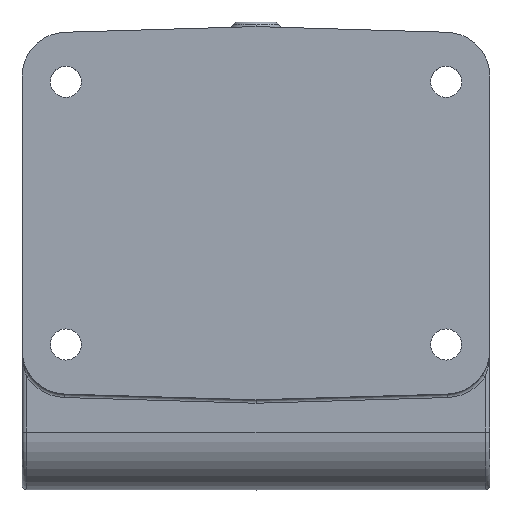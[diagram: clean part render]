
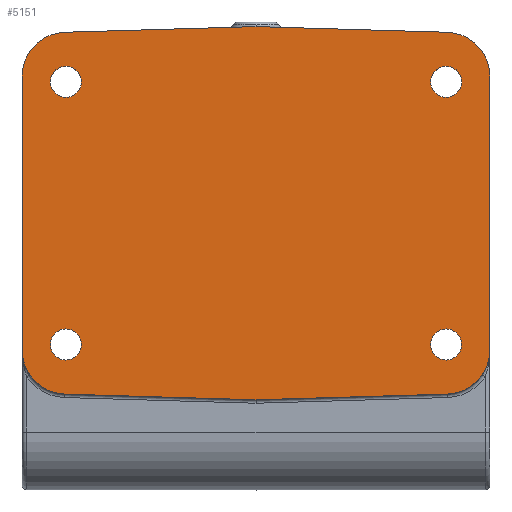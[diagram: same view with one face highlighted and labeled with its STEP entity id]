
A CAD part, top view. The second image highlights one B-rep face of the part: STEP entity #5151.
In plain terms, the highlighted planar face has unit normal (0, 0, 1).
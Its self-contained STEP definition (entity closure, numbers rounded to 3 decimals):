
#247=FACE_BOUND('',#1671,.T.);
#248=FACE_BOUND('',#1672,.T.);
#249=FACE_BOUND('',#1673,.T.);
#250=FACE_BOUND('',#1674,.T.);
#597=LINE('',#8306,#857);
#721=LINE('',#10217,#981);
#724=LINE('',#10224,#984);
#725=LINE('',#10226,#985);
#727=LINE('',#10230,#987);
#729=LINE('',#10236,#989);
#857=VECTOR('',#6255,10.);
#981=VECTOR('',#7047,10.);
#984=VECTOR('',#7056,10.);
#985=VECTOR('',#7059,10.);
#987=VECTOR('',#7063,10.);
#989=VECTOR('',#7071,10.);
#1308=FACE_OUTER_BOUND('',#1670,.T.);
#1670=EDGE_LOOP('',(#4452,#4453,#4454,#4455,#4456,#4457,#4458,#4459,#4460,
#4461));
#1671=EDGE_LOOP('',(#4462));
#1672=EDGE_LOOP('',(#4463));
#1673=EDGE_LOOP('',(#4464));
#1674=EDGE_LOOP('',(#4465));
#1835=CIRCLE('',#5381,19.);
#1873=CIRCLE('',#5454,19.);
#1875=CIRCLE('',#5457,6.75);
#1877=CIRCLE('',#5460,6.75);
#1879=CIRCLE('',#5463,6.75);
#1881=CIRCLE('',#5466,6.75);
#2017=CIRCLE('',#5718,19.);
#2018=CIRCLE('',#5723,19.);
#2199=VERTEX_POINT('',#8298);
#2200=VERTEX_POINT('',#8300);
#2201=VERTEX_POINT('',#8304);
#2237=VERTEX_POINT('',#8501);
#2238=VERTEX_POINT('',#8503);
#2240=VERTEX_POINT('',#8509);
#2242=VERTEX_POINT('',#8514);
#2244=VERTEX_POINT('',#8519);
#2246=VERTEX_POINT('',#8524);
#2420=VERTEX_POINT('',#10214);
#2421=VERTEX_POINT('',#10216);
#2422=VERTEX_POINT('',#10220);
#2423=VERTEX_POINT('',#10228);
#2424=VERTEX_POINT('',#10232);
#2695=EDGE_CURVE('',#2200,#2199,#1835,.T.);
#2698=EDGE_CURVE('',#2199,#2201,#597,.T.);
#2769=EDGE_CURVE('',#2238,#2237,#1873,.T.);
#2772=EDGE_CURVE('',#2240,#2240,#1875,.T.);
#2774=EDGE_CURVE('',#2242,#2242,#1877,.T.);
#2776=EDGE_CURVE('',#2244,#2244,#1879,.T.);
#2778=EDGE_CURVE('',#2246,#2246,#1881,.T.);
#3082=EDGE_CURVE('',#2421,#2420,#721,.T.);
#3085=EDGE_CURVE('',#2420,#2422,#2017,.T.);
#3086=EDGE_CURVE('',#2422,#2200,#724,.T.);
#3087=EDGE_CURVE('',#2201,#2238,#725,.T.);
#3089=EDGE_CURVE('',#2237,#2423,#727,.T.);
#3091=EDGE_CURVE('',#2423,#2424,#2018,.T.);
#3092=EDGE_CURVE('',#2424,#2421,#729,.T.);
#4452=ORIENTED_EDGE('',*,*,#3082,.T.);
#4453=ORIENTED_EDGE('',*,*,#3085,.T.);
#4454=ORIENTED_EDGE('',*,*,#3086,.T.);
#4455=ORIENTED_EDGE('',*,*,#2695,.T.);
#4456=ORIENTED_EDGE('',*,*,#2698,.T.);
#4457=ORIENTED_EDGE('',*,*,#3087,.T.);
#4458=ORIENTED_EDGE('',*,*,#2769,.T.);
#4459=ORIENTED_EDGE('',*,*,#3089,.T.);
#4460=ORIENTED_EDGE('',*,*,#3091,.T.);
#4461=ORIENTED_EDGE('',*,*,#3092,.T.);
#4462=ORIENTED_EDGE('',*,*,#2772,.T.);
#4463=ORIENTED_EDGE('',*,*,#2774,.T.);
#4464=ORIENTED_EDGE('',*,*,#2776,.T.);
#4465=ORIENTED_EDGE('',*,*,#2778,.T.);
#4882=PLANE('',#5764);
#5151=ADVANCED_FACE('',(#1308,#247,#248,#249,#250),#4882,.F.);
#5381=AXIS2_PLACEMENT_3D('',#8301,#6249,#6250);
#5454=AXIS2_PLACEMENT_3D('',#8504,#6427,#6428);
#5457=AXIS2_PLACEMENT_3D('',#8510,#6434,#6435);
#5460=AXIS2_PLACEMENT_3D('',#8515,#6440,#6441);
#5463=AXIS2_PLACEMENT_3D('',#8520,#6446,#6447);
#5466=AXIS2_PLACEMENT_3D('',#8525,#6452,#6453);
#5718=AXIS2_PLACEMENT_3D('',#10222,#7052,#7053);
#5723=AXIS2_PLACEMENT_3D('',#10234,#7067,#7068);
#5764=AXIS2_PLACEMENT_3D('',#10921,#7168,#7169);
#6249=DIRECTION('center_axis',(0.,0.,1.));
#6250=DIRECTION('ref_axis',(-1.,0.,0.));
#6255=DIRECTION('',(1.,-0.03,0.));
#6427=DIRECTION('center_axis',(0.,0.,1.));
#6428=DIRECTION('ref_axis',(0.03,-1.,0.));
#6434=DIRECTION('center_axis',(0.,0.,-1.));
#6435=DIRECTION('ref_axis',(1.,0.,0.));
#6440=DIRECTION('center_axis',(0.,0.,-1.));
#6441=DIRECTION('ref_axis',(1.,0.,0.));
#6446=DIRECTION('center_axis',(0.,0.,-1.));
#6447=DIRECTION('ref_axis',(1.,0.,0.));
#6452=DIRECTION('center_axis',(0.,0.,-1.));
#6453=DIRECTION('ref_axis',(1.,0.,0.));
#7047=DIRECTION('',(-1.,-0.03,0.));
#7052=DIRECTION('center_axis',(0.,0.,1.));
#7053=DIRECTION('ref_axis',(-0.03,1.,0.));
#7056=DIRECTION('',(0.,-1.,0.));
#7059=DIRECTION('',(1.,0.03,0.));
#7063=DIRECTION('',(0.,1.,0.));
#7067=DIRECTION('center_axis',(0.,0.,1.));
#7068=DIRECTION('ref_axis',(1.,0.,0.));
#7071=DIRECTION('',(-1.,0.03,0.));
#7168=DIRECTION('center_axis',(0.,0.,-1.));
#7169=DIRECTION('ref_axis',(-1.,0.,0.));
#8298=CARTESIAN_POINT('',(-83.078,-47.541,57.752));
#8300=CARTESIAN_POINT('',(-101.514,-28.549,57.752));
#8301=CARTESIAN_POINT('Origin',(-82.514,-28.549,57.752));
#8304=CARTESIAN_POINT('',(-0.014,-50.006,57.752));
#8306=CARTESIAN_POINT('',(-83.078,-47.541,57.752));
#8501=CARTESIAN_POINT('',(101.486,-28.549,57.752));
#8503=CARTESIAN_POINT('',(83.05,-47.541,57.752));
#8504=CARTESIAN_POINT('Origin',(82.486,-28.549,57.752));
#8509=CARTESIAN_POINT('',(89.236,87.994,57.752));
#8510=CARTESIAN_POINT('Origin',(82.486,87.994,57.752));
#8514=CARTESIAN_POINT('',(-75.764,87.994,57.752));
#8515=CARTESIAN_POINT('Origin',(-82.514,87.994,57.752));
#8519=CARTESIAN_POINT('',(-75.764,-26.006,57.752));
#8520=CARTESIAN_POINT('Origin',(-82.514,-26.006,57.752));
#8524=CARTESIAN_POINT('',(89.236,-26.006,57.752));
#8525=CARTESIAN_POINT('Origin',(82.486,-26.006,57.752));
#10214=CARTESIAN_POINT('',(-83.078,109.529,57.752));
#10216=CARTESIAN_POINT('',(-0.014,111.994,57.752));
#10217=CARTESIAN_POINT('',(-0.014,111.994,57.752));
#10220=CARTESIAN_POINT('',(-101.514,90.537,57.752));
#10222=CARTESIAN_POINT('Origin',(-82.514,90.537,57.752));
#10224=CARTESIAN_POINT('',(-101.514,90.537,57.752));
#10226=CARTESIAN_POINT('',(-0.014,-50.006,57.752));
#10228=CARTESIAN_POINT('',(101.486,90.537,57.752));
#10230=CARTESIAN_POINT('',(101.486,-28.549,57.752));
#10232=CARTESIAN_POINT('',(83.05,109.529,57.752));
#10234=CARTESIAN_POINT('Origin',(82.486,90.537,57.752));
#10236=CARTESIAN_POINT('',(83.05,109.529,57.752));
#10921=CARTESIAN_POINT('Origin',(-0.014,30.994,57.752));
